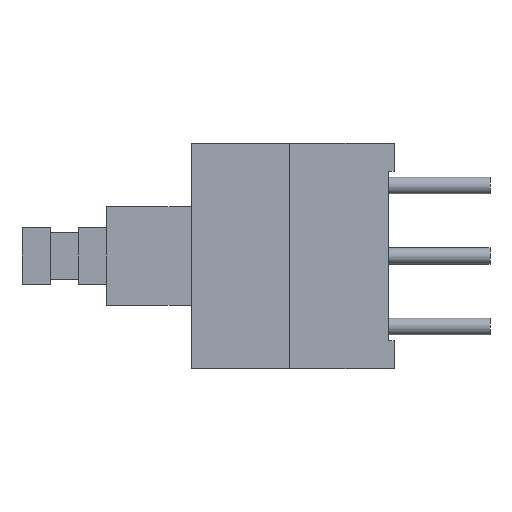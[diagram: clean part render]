
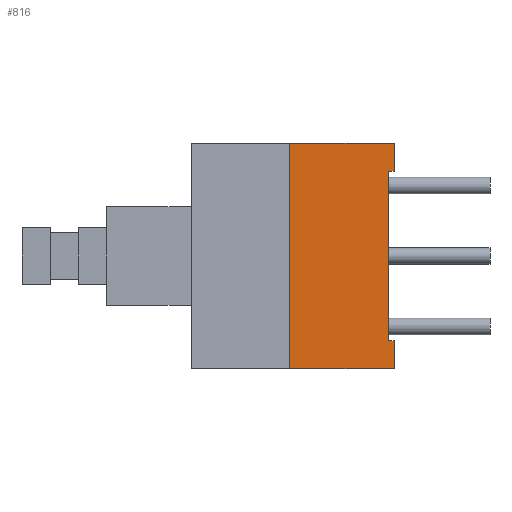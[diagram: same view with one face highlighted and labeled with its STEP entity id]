
A CAD part, left-side view. The second image highlights one B-rep face of the part: STEP entity #816.
In plain terms, the highlighted planar face has unit normal (-1, 0, 0).
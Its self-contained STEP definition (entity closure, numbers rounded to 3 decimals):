
#12 = LINE ( 'NONE', #402, #2285 ) ;
#125 = DIRECTION ( 'NONE',  ( 0., 1., 0. ) ) ;
#219 = EDGE_CURVE ( 'NONE', #1265, #1744, #1486, .T. ) ;
#236 = VECTOR ( 'NONE', #2799, 1000. ) ;
#314 = DIRECTION ( 'NONE',  ( 0., 1., 0. ) ) ;
#351 = CARTESIAN_POINT ( 'NONE',  ( -4., 7., 4. ) ) ;
#368 = CARTESIAN_POINT ( 'NONE',  ( -4., -0.2, -4. ) ) ;
#382 = EDGE_CURVE ( 'NONE', #956, #2790, #1304, .T. ) ;
#402 = CARTESIAN_POINT ( 'NONE',  ( -4., 0., 4. ) ) ;
#502 = ORIENTED_EDGE ( 'NONE', *, *, #2789, .F. ) ;
#581 = ORIENTED_EDGE ( 'NONE', *, *, #2292, .F. ) ;
#613 = EDGE_CURVE ( 'NONE', #695, #2889, #2591, .T. ) ;
#680 = CARTESIAN_POINT ( 'NONE',  ( -4., -0.2, 3. ) ) ;
#695 = VERTEX_POINT ( 'NONE', #680 ) ;
#737 = AXIS2_PLACEMENT_3D ( 'NONE', #1125, #1844, #1624 ) ;
#780 = CARTESIAN_POINT ( 'NONE',  ( -4., -0.2, -3. ) ) ;
#816 = ADVANCED_FACE ( 'NONE', ( #1021 ), #1405, .F. ) ;
#926 = VECTOR ( 'NONE', #1544, 1000. ) ;
#956 = VERTEX_POINT ( 'NONE', #2462 ) ;
#992 = EDGE_CURVE ( 'NONE', #2790, #2889, #12, .T. ) ;
#1021 = FACE_OUTER_BOUND ( 'NONE', #1053, .T. ) ;
#1053 = EDGE_LOOP ( 'NONE', ( #2103, #2936, #2339, #502, #1226, #1118, #1982, #581 ) ) ;
#1115 = DIRECTION ( 'NONE',  ( 0., -1., 0. ) ) ;
#1118 = ORIENTED_EDGE ( 'NONE', *, *, #992, .T. ) ;
#1125 = CARTESIAN_POINT ( 'NONE',  ( -4., 7., 4. ) ) ;
#1214 = EDGE_CURVE ( 'NONE', #1424, #1265, #1329, .T. ) ;
#1226 = ORIENTED_EDGE ( 'NONE', *, *, #382, .T. ) ;
#1265 = VERTEX_POINT ( 'NONE', #2336 ) ;
#1283 = VERTEX_POINT ( 'NONE', #2356 ) ;
#1289 = LINE ( 'NONE', #368, #926 ) ;
#1304 = LINE ( 'NONE', #780, #2638 ) ;
#1329 = LINE ( 'NONE', #2377, #236 ) ;
#1339 = VECTOR ( 'NONE', #1115, 1000. ) ;
#1405 = PLANE ( 'NONE',  #737 ) ;
#1424 = VERTEX_POINT ( 'NONE', #1928 ) ;
#1486 = LINE ( 'NONE', #1573, #1339 ) ;
#1501 = DIRECTION ( 'NONE',  ( 0., 0., -1. ) ) ;
#1502 = LINE ( 'NONE', #351, #1971 ) ;
#1544 = DIRECTION ( 'NONE',  ( 0., 0., -1. ) ) ;
#1573 = CARTESIAN_POINT ( 'NONE',  ( -4., 7., -4. ) ) ;
#1616 = CARTESIAN_POINT ( 'NONE',  ( -4., 0., 3. ) ) ;
#1624 = DIRECTION ( 'NONE',  ( 0., 0., -1. ) ) ;
#1707 = LINE ( 'NONE', #2184, #2104 ) ;
#1744 = VERTEX_POINT ( 'NONE', #2245 ) ;
#1844 = DIRECTION ( 'NONE',  ( 1., 0., 0. ) ) ;
#1866 = VECTOR ( 'NONE', #125, 1000. ) ;
#1928 = CARTESIAN_POINT ( 'NONE',  ( -4., 3.5, 4. ) ) ;
#1971 = VECTOR ( 'NONE', #2414, 1000. ) ;
#1982 = ORIENTED_EDGE ( 'NONE', *, *, #613, .F. ) ;
#1994 = CARTESIAN_POINT ( 'NONE',  ( -4., 0., -3. ) ) ;
#2031 = DIRECTION ( 'NONE',  ( 0., 0., 1. ) ) ;
#2103 = ORIENTED_EDGE ( 'NONE', *, *, #2613, .F. ) ;
#2104 = VECTOR ( 'NONE', #1501, 1000. ) ;
#2184 = CARTESIAN_POINT ( 'NONE',  ( -4., -0.2, 4. ) ) ;
#2245 = CARTESIAN_POINT ( 'NONE',  ( -4., -0.2, -4. ) ) ;
#2285 = VECTOR ( 'NONE', #2031, 1000. ) ;
#2292 = EDGE_CURVE ( 'NONE', #1283, #695, #1707, .T. ) ;
#2336 = CARTESIAN_POINT ( 'NONE',  ( -4., 3.5, -4. ) ) ;
#2339 = ORIENTED_EDGE ( 'NONE', *, *, #219, .T. ) ;
#2356 = CARTESIAN_POINT ( 'NONE',  ( -4., -0.2, 4. ) ) ;
#2377 = CARTESIAN_POINT ( 'NONE',  ( -4., 3.5, 4. ) ) ;
#2414 = DIRECTION ( 'NONE',  ( 0., -1., 0. ) ) ;
#2462 = CARTESIAN_POINT ( 'NONE',  ( -4., -0.2, -3. ) ) ;
#2591 = LINE ( 'NONE', #2880, #1866 ) ;
#2613 = EDGE_CURVE ( 'NONE', #1424, #1283, #1502, .T. ) ;
#2638 = VECTOR ( 'NONE', #314, 1000. ) ;
#2789 = EDGE_CURVE ( 'NONE', #956, #1744, #1289, .T. ) ;
#2790 = VERTEX_POINT ( 'NONE', #1994 ) ;
#2799 = DIRECTION ( 'NONE',  ( 0., 0., -1. ) ) ;
#2880 = CARTESIAN_POINT ( 'NONE',  ( -4., -0.2, 3. ) ) ;
#2889 = VERTEX_POINT ( 'NONE', #1616 ) ;
#2936 = ORIENTED_EDGE ( 'NONE', *, *, #1214, .T. ) ;
